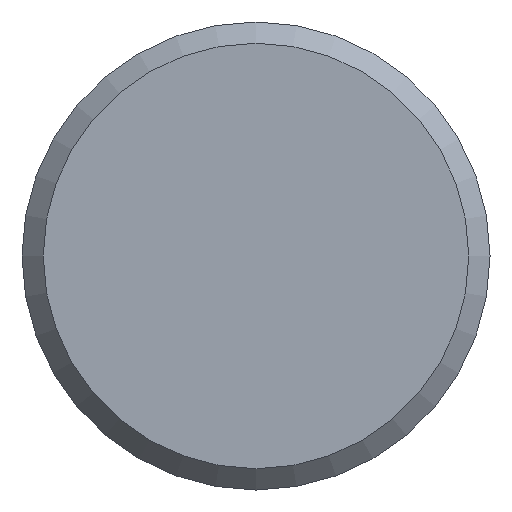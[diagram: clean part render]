
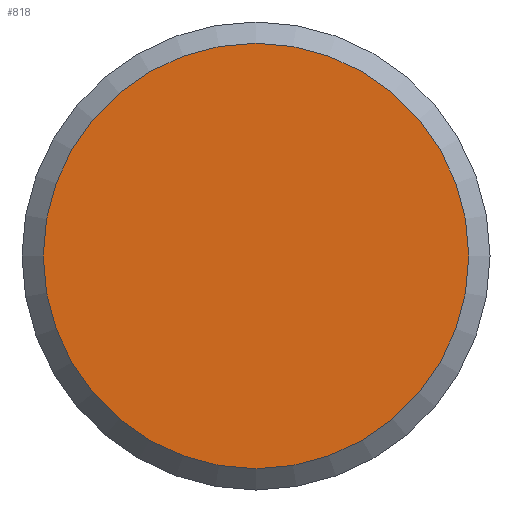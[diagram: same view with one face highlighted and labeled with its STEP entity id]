
A CAD part, front view. The second image highlights one B-rep face of the part: STEP entity #818.
In plain terms, the highlighted planar face has unit normal (0, -1, 0).
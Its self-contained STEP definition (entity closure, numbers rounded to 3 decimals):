
#51=PLANE('',#929);
#111=FACE_OUTER_BOUND('',#170,.T.);
#170=EDGE_LOOP('',(#700));
#324=CIRCLE('',#928,10.);
#398=VERTEX_POINT('',#1411);
#499=EDGE_CURVE('',#398,#398,#324,.T.);
#700=ORIENTED_EDGE('',*,*,#499,.T.);
#818=ADVANCED_FACE('',(#111),#51,.T.);
#928=AXIS2_PLACEMENT_3D('',#1412,#1155,#1156);
#929=AXIS2_PLACEMENT_3D('',#1414,#1158,#1159);
#1155=DIRECTION('center_axis',(0.,-1.,0.));
#1156=DIRECTION('ref_axis',(1.,0.,0.));
#1158=DIRECTION('center_axis',(0.,-1.,0.));
#1159=DIRECTION('ref_axis',(0.,0.,-1.));
#1411=CARTESIAN_POINT('',(-10.,0.,0.));
#1412=CARTESIAN_POINT('Origin',(0.,0.,
0.));
#1414=CARTESIAN_POINT('Origin',(5.,0.,0.));
